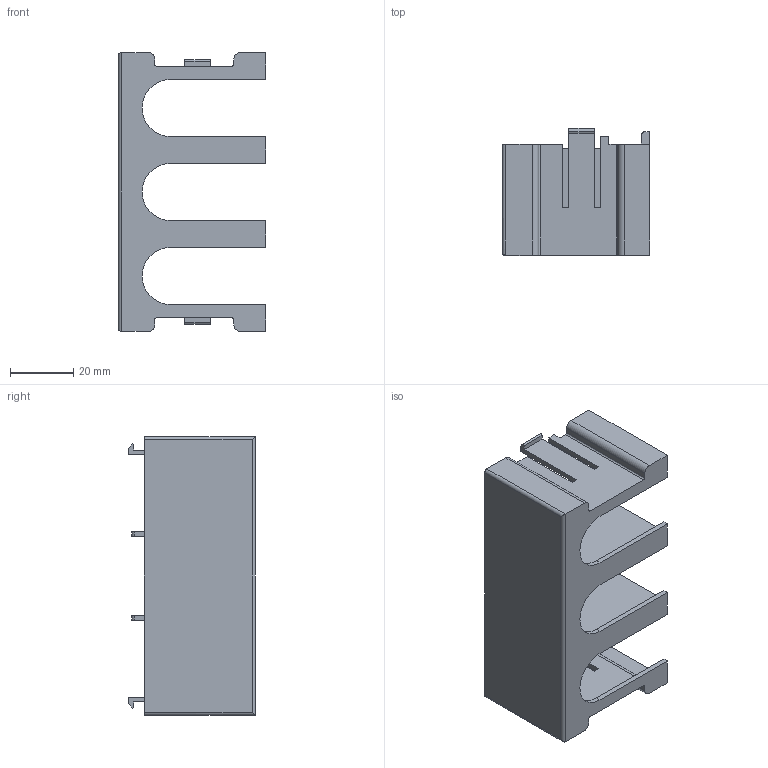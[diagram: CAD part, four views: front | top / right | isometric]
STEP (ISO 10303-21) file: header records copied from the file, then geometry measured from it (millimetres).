
FILE_DESCRIPTION((''),'2;1');
FILE_NAME('ZK-00C-3_ASM','2022-06-20T08:07:14',('klemen.sitar'),('Audax d.o.o.'),'CREO PARAMETRIC BY PTC INC, 2021304','CREO PARAMETRIC BY PTC INC, 2021304','');
FILE_SCHEMA(('AP242_MANAGED_MODEL_BASED_3D_ENGINEERING_MIM_LF { 1 0 10303 442 1 1 4 }'));
Length unit declared in the file: millimetre
Products named in the file (2): ZASTITNA_KAPA_GORNJA_OS-00C; ZK-00C-3_ASM
Assembly tree (1 placements, depth 2):
  ZK-00C-3_ASM
    ZASTITNA_KAPA_GORNJA_OS-00C
Bounding box: 46.5 x 40 x 88 mm (x, y, z)
Volume: 16709.4 mm3; surface area: 23360.7 mm2
Topology: 1 solids, 1 shells, 105 faces, 307 edges, 204 vertices
Faces by surface type: plane 71, cylinder 34
Entity records: 5738 total; most frequent: CARTESIAN_POINT 941, ORIENTED_EDGE 614, DIRECTION 589, PRESENTATION_STYLE_ASSIGNMENT 416, STYLED_ITEM 416, CURVE_STYLE 310, EDGE_CURVE 307, VECTOR 241
